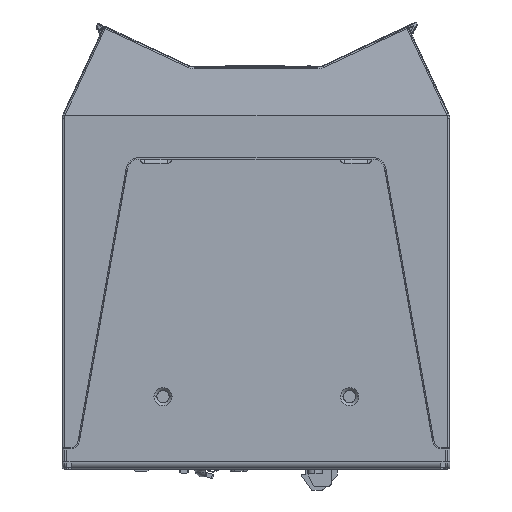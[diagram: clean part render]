
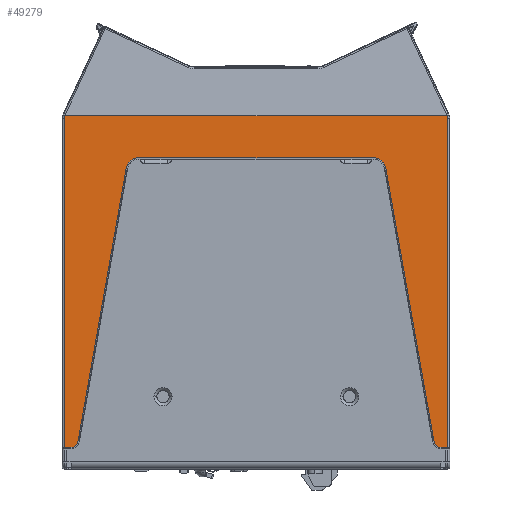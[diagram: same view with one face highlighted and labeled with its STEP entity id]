
A CAD part, left-side view. The second image highlights one B-rep face of the part: STEP entity #49279.
In plain terms, the highlighted planar face has unit normal (-1, 0, 0).
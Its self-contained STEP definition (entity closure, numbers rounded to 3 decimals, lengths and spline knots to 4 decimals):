
#2942 = AXIS2_PLACEMENT_3D ( 'NONE', #58935, #143044, #117414 ) ;
#4626 = CARTESIAN_POINT ( 'NONE',  ( -1.5748, 1.6066, 1.5143 ) ) ;
#5190 = VECTOR ( 'NONE', #145569, 39.3701 ) ;
#5664 = CARTESIAN_POINT ( 'NONE',  ( -1.5748, -2.539, -2.4621 ) ) ;
#6493 = EDGE_CURVE ( 'NONE', #22583, #64945, #37743, .T. ) ;
#7358 = ORIENTED_EDGE ( 'NONE', *, *, #62011, .F. ) ;
#8869 = CIRCLE ( 'NONE', #98443, 0.1772 ) ;
#12353 = DIRECTION ( 'NONE',  ( 0., 0., 1. ) ) ;
#12484 = CARTESIAN_POINT ( 'NONE',  ( -1.5748, 2.626, 2.0538 ) ) ;
#12630 = CARTESIAN_POINT ( 'NONE',  ( -1.5748, -2.5, 2.0538 ) ) ;
#13118 = ORIENTED_EDGE ( 'NONE', *, *, #6493, .T. ) ;
#13727 = EDGE_CURVE ( 'NONE', #40575, #16501, #24170, .T. ) ;
#16501 = VERTEX_POINT ( 'NONE', #121684 ) ;
#16521 = DIRECTION ( 'NONE',  ( 1., 0., 0. ) ) ;
#18177 = AXIS2_PLACEMENT_3D ( 'NONE', #88354, #40295, #114749 ) ;
#18492 = AXIS2_PLACEMENT_3D ( 'NONE', #134924, #62801, #145357 ) ;
#19054 = CARTESIAN_POINT ( 'NONE',  ( -1.5748, 1.781, 1.3679 ) ) ;
#19609 = ORIENTED_EDGE ( 'NONE', *, *, #152368, .T. ) ;
#22583 = VERTEX_POINT ( 'NONE', #153722 ) ;
#23041 = CARTESIAN_POINT ( 'NONE',  ( -1.5748, 1.6066, 1.3371 ) ) ;
#23717 = CARTESIAN_POINT ( 'NONE',  ( -1.5748, 2.626, -2.4621 ) ) ;
#24170 = LINE ( 'NONE', #153382, #76952 ) ;
#25404 = AXIS2_PLACEMENT_3D ( 'NONE', #114272, #16521, #117403 ) ;
#26198 = VECTOR ( 'NONE', #127823, 39.3701 ) ;
#29637 = ORIENTED_EDGE ( 'NONE', *, *, #46546, .T. ) ;
#29756 = LINE ( 'NONE', #78615, #141921 ) ;
#30111 = LINE ( 'NONE', #102200, #26198 ) ;
#31026 = EDGE_CURVE ( 'NONE', #45676, #16501, #101652, .T. ) ;
#31872 = CARTESIAN_POINT ( 'NONE',  ( -1.5748, -1.781, 1.3679 ) ) ;
#34079 = EDGE_CURVE ( 'NONE', #92393, #40575, #128924, .T. ) ;
#34303 = VECTOR ( 'NONE', #59781, 39.3701 ) ;
#35498 = CIRCLE ( 'NONE', #147938, 0.1772 ) ;
#35956 = DIRECTION ( 'NONE',  ( 1., 0., 0. ) ) ;
#36090 = CIRCLE ( 'NONE', #18177, 0.0984 ) ;
#37325 = CIRCLE ( 'NONE', #101332, 0.126 ) ;
#37743 = LINE ( 'NONE', #123418, #58618 ) ;
#40295 = DIRECTION ( 'NONE',  ( -1., 0., 0. ) ) ;
#40575 = VERTEX_POINT ( 'NONE', #120425 ) ;
#41209 = DIRECTION ( 'NONE',  ( 1., 0., 0. ) ) ;
#45676 = VERTEX_POINT ( 'NONE', #87174 ) ;
#46546 = EDGE_CURVE ( 'NONE', #84090, #149747, #117556, .T. ) ;
#47667 = LINE ( 'NONE', #110092, #104532 ) ;
#48046 = EDGE_CURVE ( 'NONE', #77052, #92393, #36090, .T. ) ;
#49279 = ADVANCED_FACE ( 'NONE', ( #131827 ), #70954, .T. ) ;
#49320 = LINE ( 'NONE', #23717, #34303 ) ;
#49466 = ORIENTED_EDGE ( 'NONE', *, *, #94867, .T. ) ;
#50591 = ORIENTED_EDGE ( 'NONE', *, *, #34079, .T. ) ;
#51029 = CARTESIAN_POINT ( 'NONE',  ( -1.5748, -1.7204, 1.4728 ) ) ;
#54929 = EDGE_LOOP ( 'NONE', ( #7358, #19609, #105752, #13118, #131345, #49466, #108819, #29637, #126439, #138050, #132839, #50591, #100560, #63635, #90009, #89358 ) ) ;
#58618 = VECTOR ( 'NONE', #111386, 39.3701 ) ;
#58935 = CARTESIAN_POINT ( 'NONE',  ( -1.5748, 0., 0.5976 ) ) ;
#59781 = DIRECTION ( 'NONE',  ( 0., -1., 0. ) ) ;
#59875 = LINE ( 'NONE', #107140, #5190 ) ;
#61041 = DIRECTION ( 'NONE',  ( 0., 0.985, 0.174 ) ) ;
#61943 = CIRCLE ( 'NONE', #18492, 0.0984 ) ;
#62011 = EDGE_CURVE ( 'NONE', #155781, #130182, #47667, .T. ) ;
#62801 = DIRECTION ( 'NONE',  ( -1., 0., 0. ) ) ;
#63635 = ORIENTED_EDGE ( 'NONE', *, *, #31026, .F. ) ;
#64945 = VERTEX_POINT ( 'NONE', #19054 ) ;
#66579 = DIRECTION ( 'NONE',  ( 0., 1., 0. ) ) ;
#69618 = DIRECTION ( 'NONE',  ( 0., -1., 0. ) ) ;
#70322 = DIRECTION ( 'NONE',  ( 0., 0.643, 0.766 ) ) ;
#70954 = PLANE ( 'NONE',  #2942 ) ;
#73512 = AXIS2_PLACEMENT_3D ( 'NONE', #12630, #35956, #145651 ) ;
#76952 = VECTOR ( 'NONE', #106108, 39.3701 ) ;
#77052 = VERTEX_POINT ( 'NONE', #94428 ) ;
#78615 = CARTESIAN_POINT ( 'NONE',  ( -1.5748, -2.6575, 2.0887 ) ) ;
#80264 = CARTESIAN_POINT ( 'NONE',  ( -1.5748, -1.6066, 1.3371 ) ) ;
#80615 = VECTOR ( 'NONE', #69618, 39.3701 ) ;
#80719 = CARTESIAN_POINT ( 'NONE',  ( -1.5748, 2.6211, 2.0887 ) ) ;
#83507 = EDGE_CURVE ( 'NONE', #64945, #131762, #35498, .T. ) ;
#84090 = VERTEX_POINT ( 'NONE', #89621 ) ;
#87174 = CARTESIAN_POINT ( 'NONE',  ( -1.5748, -2.6211, 2.0887 ) ) ;
#88354 = CARTESIAN_POINT ( 'NONE',  ( -1.5748, -2.539, -2.3637 ) ) ;
#88597 = EDGE_CURVE ( 'NONE', #91927, #77052, #30111, .T. ) ;
#88754 = EDGE_CURVE ( 'NONE', #101387, #22583, #61943, .T. ) ;
#89358 = ORIENTED_EDGE ( 'NONE', *, *, #93096, .F. ) ;
#89621 = CARTESIAN_POINT ( 'NONE',  ( -1.5748, -1.6066, 1.5143 ) ) ;
#90009 = ORIENTED_EDGE ( 'NONE', *, *, #112818, .T. ) ;
#90826 = VERTEX_POINT ( 'NONE', #80719 ) ;
#91927 = VERTEX_POINT ( 'NONE', #31872 ) ;
#92393 = VERTEX_POINT ( 'NONE', #5664 ) ;
#93096 = EDGE_CURVE ( 'NONE', #130182, #90826, #37325, .T. ) ;
#94428 = CARTESIAN_POINT ( 'NONE',  ( -1.5748, -2.442, -2.3808 ) ) ;
#94867 = EDGE_CURVE ( 'NONE', #131762, #138281, #8869, .T. ) ;
#95642 = CARTESIAN_POINT ( 'NONE',  ( -1.5748, 2.626, -2.4621 ) ) ;
#98443 = AXIS2_PLACEMENT_3D ( 'NONE', #23041, #109527, #70322 ) ;
#98673 = CARTESIAN_POINT ( 'NONE',  ( -1.5748, 1.6066, 1.3371 ) ) ;
#100560 = ORIENTED_EDGE ( 'NONE', *, *, #13727, .T. ) ;
#101332 = AXIS2_PLACEMENT_3D ( 'NONE', #150917, #41209, #110920 ) ;
#101387 = VERTEX_POINT ( 'NONE', #107922 ) ;
#101652 = CIRCLE ( 'NONE', #73512, 0.126 ) ;
#102200 = CARTESIAN_POINT ( 'NONE',  ( -1.5748, -1.781, 1.3679 ) ) ;
#104532 = VECTOR ( 'NONE', #12353, 39.3701 ) ;
#105752 = ORIENTED_EDGE ( 'NONE', *, *, #88754, .T. ) ;
#106108 = DIRECTION ( 'NONE',  ( 0., 0., 1. ) ) ;
#107140 = CARTESIAN_POINT ( 'NONE',  ( -1.5748, 1.6066, 1.5143 ) ) ;
#107922 = CARTESIAN_POINT ( 'NONE',  ( -1.5748, 2.539, -2.4621 ) ) ;
#108819 = ORIENTED_EDGE ( 'NONE', *, *, #148445, .T. ) ;
#109527 = DIRECTION ( 'NONE',  ( 1., 0., 0. ) ) ;
#110092 = CARTESIAN_POINT ( 'NONE',  ( -1.5748, 2.626, 0.3481 ) ) ;
#110920 = DIRECTION ( 'NONE',  ( 0., 0.994, 0.112 ) ) ;
#111386 = DIRECTION ( 'NONE',  ( 0., -0.174, 0.985 ) ) ;
#111998 = CARTESIAN_POINT ( 'NONE',  ( -1.5748, 1.7204, 1.4728 ) ) ;
#112818 = EDGE_CURVE ( 'NONE', #45676, #90826, #29756, .T. ) ;
#114272 = CARTESIAN_POINT ( 'NONE',  ( -1.5748, -1.6066, 1.3371 ) ) ;
#114749 = DIRECTION ( 'NONE',  ( 0., 0.985, -0.174 ) ) ;
#117403 = DIRECTION ( 'NONE',  ( 0., -0.643, 0.766 ) ) ;
#117414 = DIRECTION ( 'NONE',  ( 0., 0., -1. ) ) ;
#117556 = CIRCLE ( 'NONE', #150839, 0.1772 ) ;
#120425 = CARTESIAN_POINT ( 'NONE',  ( -1.5748, -2.626, -2.4621 ) ) ;
#121684 = CARTESIAN_POINT ( 'NONE',  ( -1.5748, -2.626, 2.0538 ) ) ;
#123418 = CARTESIAN_POINT ( 'NONE',  ( -1.5748, 2.442, -2.3808 ) ) ;
#123505 = DIRECTION ( 'NONE',  ( 1., 0., 0. ) ) ;
#126439 = ORIENTED_EDGE ( 'NONE', *, *, #145280, .T. ) ;
#127823 = DIRECTION ( 'NONE',  ( 0., -0.174, -0.985 ) ) ;
#128924 = LINE ( 'NONE', #153712, #80615 ) ;
#129906 = DIRECTION ( 'NONE',  ( 0., 0., 1. ) ) ;
#130182 = VERTEX_POINT ( 'NONE', #12484 ) ;
#131345 = ORIENTED_EDGE ( 'NONE', *, *, #83507, .T. ) ;
#131762 = VERTEX_POINT ( 'NONE', #111998 ) ;
#131827 = FACE_OUTER_BOUND ( 'NONE', #54929, .T. ) ;
#132839 = ORIENTED_EDGE ( 'NONE', *, *, #48046, .T. ) ;
#134924 = CARTESIAN_POINT ( 'NONE',  ( -1.5748, 2.539, -2.3637 ) ) ;
#135391 = CIRCLE ( 'NONE', #25404, 0.1772 ) ;
#138050 = ORIENTED_EDGE ( 'NONE', *, *, #88597, .T. ) ;
#138281 = VERTEX_POINT ( 'NONE', #4626 ) ;
#141921 = VECTOR ( 'NONE', #66579, 39.3701 ) ;
#143044 = DIRECTION ( 'NONE',  ( -1., 0., 0. ) ) ;
#145280 = EDGE_CURVE ( 'NONE', #149747, #91927, #135391, .T. ) ;
#145357 = DIRECTION ( 'NONE',  ( 0., 0., -1. ) ) ;
#145569 = DIRECTION ( 'NONE',  ( 0., -1., 0. ) ) ;
#145651 = DIRECTION ( 'NONE',  ( 0., -0.994, 0.112 ) ) ;
#147938 = AXIS2_PLACEMENT_3D ( 'NONE', #98673, #123505, #61041 ) ;
#148445 = EDGE_CURVE ( 'NONE', #138281, #84090, #59875, .T. ) ;
#149747 = VERTEX_POINT ( 'NONE', #51029 ) ;
#150839 = AXIS2_PLACEMENT_3D ( 'NONE', #80264, #152322, #129906 ) ;
#150917 = CARTESIAN_POINT ( 'NONE',  ( -1.5748, 2.5, 2.0538 ) ) ;
#152322 = DIRECTION ( 'NONE',  ( 1., 0., 0. ) ) ;
#152368 = EDGE_CURVE ( 'NONE', #155781, #101387, #49320, .T. ) ;
#153382 = CARTESIAN_POINT ( 'NONE',  ( -1.5748, -2.626, 0.3481 ) ) ;
#153712 = CARTESIAN_POINT ( 'NONE',  ( -1.5748, -2.539, -2.4621 ) ) ;
#153722 = CARTESIAN_POINT ( 'NONE',  ( -1.5748, 2.442, -2.3808 ) ) ;
#155781 = VERTEX_POINT ( 'NONE', #95642 ) ;
